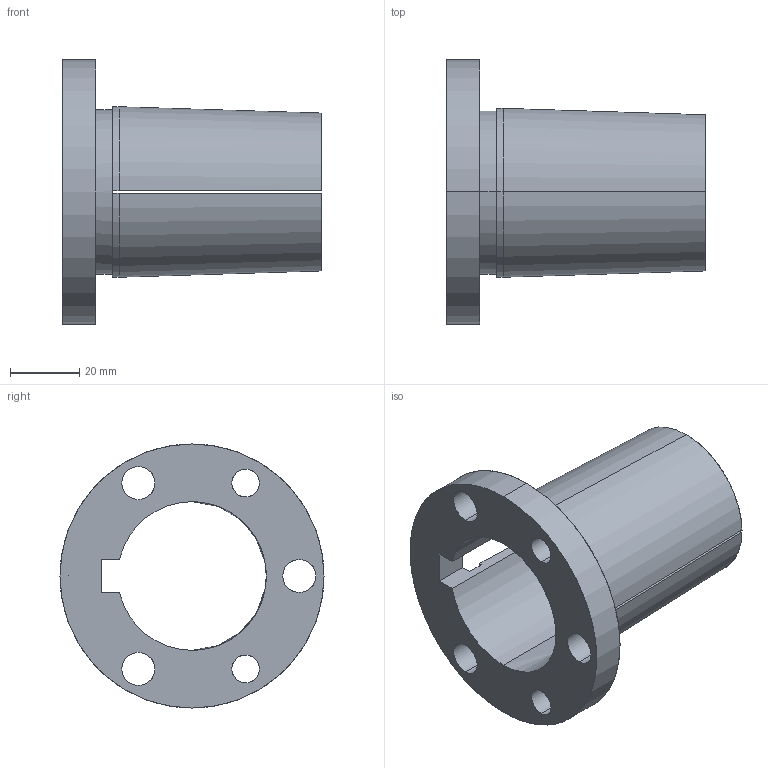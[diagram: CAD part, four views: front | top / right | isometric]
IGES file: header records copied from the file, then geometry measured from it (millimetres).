
Start section: SolidWorks IGES file using analytic representation for surfaces
Global section: file name: P2P2_1_0426165233786.igs; native system: SolidWorks 2012; preprocessor: SolidWorks 2012; author: partstream; date: 120426.160532; units: inch
Bounding box: 74.61 x 76.2 x 76.2 mm (x, y, z)
Surface area: 28189.7 mm2 (no closed solid volume)
Topology: 0 solids, 0 shells, 74 faces, 1134 edges, 1134 vertices
Faces by surface type: bspline 50, revolution 24
